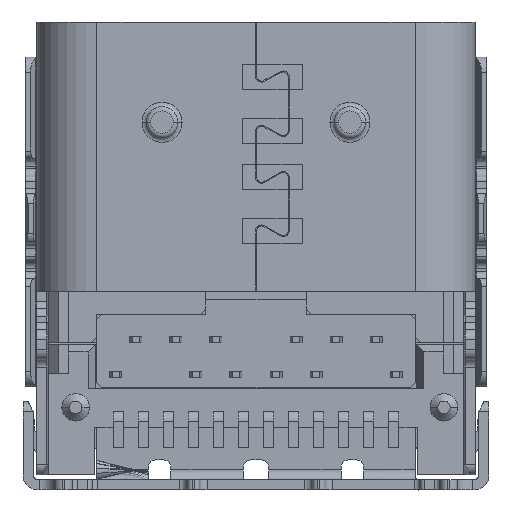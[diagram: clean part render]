
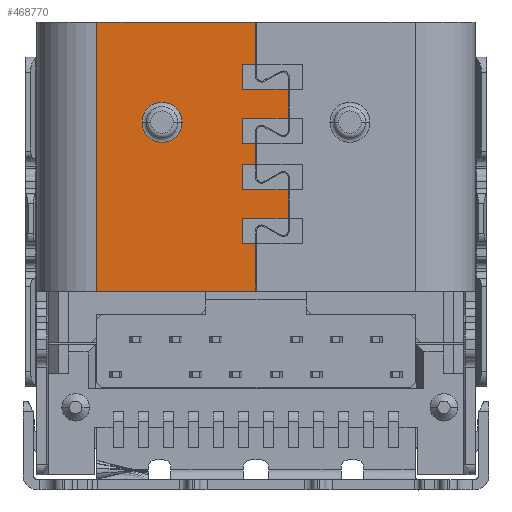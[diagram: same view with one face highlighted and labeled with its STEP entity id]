
A CAD part, front view. The second image highlights one B-rep face of the part: STEP entity #468770.
In plain terms, the highlighted planar face has unit normal (0, -1, 0).
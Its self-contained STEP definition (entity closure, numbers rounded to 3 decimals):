
#448760=CARTESIAN_POINT('',(-3.175,-1.48,
-5.85));
#448770=VERTEX_POINT('',#448760);
#448800=CARTESIAN_POINT('',(0.,-1.48,
-5.85));
#448810=DIRECTION('',(1.,0.,0.));
#448820=VECTOR('',#448810,1.);
#448830=LINE('',#448800,#448820);
#448840=CARTESIAN_POINT('',(-0.009,-1.48,
-5.85));
#448850=VERTEX_POINT('',#448840);
#448860=EDGE_CURVE('',#448770,#448850,#448830,.T.);
#450370=CARTESIAN_POINT('',(-1.478,-1.48,
-3.33));
#450380=DIRECTION('',(0.,1.,0.));
#450390=DIRECTION('',(0.,-0.,-1.));
#450400=AXIS2_PLACEMENT_3D('',#450370,#450380,#450390);
#450410=PLANE('',#450400);
#451150=CARTESIAN_POINT('',(0.,-1.48,
-0.48));
#451160=DIRECTION('',(1.,0.,0.));
#451170=VECTOR('',#451160,1.);
#451180=LINE('',#451150,#451170);
#467130=CARTESIAN_POINT('',(-1.875,-1.48,
-2.48));
#467140=DIRECTION('',(0.,-1.,0.));
#467150=DIRECTION('',(-1.,0.,0.));
#467160=AXIS2_PLACEMENT_3D('',#467130,#467140,#467150);
#467170=CIRCLE('',#467160,0.4);
#467180=CARTESIAN_POINT('',(-2.275,-1.48,
-2.48));
#467190=VERTEX_POINT('',#467180);
#467200=CARTESIAN_POINT('',(-1.475,-1.48,
-2.48));
#467210=VERTEX_POINT('',#467200);
#467220=EDGE_CURVE('',#467190,#467210,#467170,.T.);
#467230=ORIENTED_EDGE('',*,*,#467220,.F.);
#467240=EDGE_CURVE('',#467210,#467190,#467170,.T.);
#467250=ORIENTED_EDGE('',*,*,#467240,.F.);
#467260=EDGE_LOOP('',(#467250,#467230));
#467270=FACE_BOUND('',#467260,.T.);
#467280=CARTESIAN_POINT('',(0.,-1.48,
-4.895));
#467290=DIRECTION('',(-1.,0.,0.));
#467300=VECTOR('',#467290,1.);
#467310=LINE('',#467280,#467300);
#467320=CARTESIAN_POINT('',(-0.009,-1.48,
-4.895));
#467330=VERTEX_POINT('',#467320);
#467340=CARTESIAN_POINT('',(-0.274,-1.48,
-4.895));
#467350=VERTEX_POINT('',#467340);
#467360=EDGE_CURVE('',#467330,#467350,#467310,.T.);
#467370=ORIENTED_EDGE('',*,*,#467360,.T.);
#467380=CARTESIAN_POINT('',(-0.009,-1.48,
-10.756));
#467390=DIRECTION('',(0.,0.,1.));
#467400=VECTOR('',#467390,1.);
#467410=LINE('',#467380,#467400);
#467420=EDGE_CURVE('',#448850,#467330,#467410,.T.);
#467430=ORIENTED_EDGE('',*,*,#467420,.T.);
#467440=ORIENTED_EDGE('',*,*,#448860,.T.);
#467450=CARTESIAN_POINT('',(-3.175,-1.48,
-10.756));
#467460=DIRECTION('',(0.,-0.,-1.));
#467470=VECTOR('',#467460,1.);
#467480=LINE('',#467450,#467470);
#467490=CARTESIAN_POINT('',(-3.175,-1.48,
-0.48));
#467500=VERTEX_POINT('',#467490);
#467510=EDGE_CURVE('',#467500,#448770,#467480,.T.);
#467520=ORIENTED_EDGE('',*,*,#467510,.T.);
#467530=CARTESIAN_POINT('',(-0.01,-1.48,
-0.48));
#467540=VERTEX_POINT('',#467530);
#467550=EDGE_CURVE('',#467500,#467540,#451180,.T.);
#467560=ORIENTED_EDGE('',*,*,#467550,.F.);
#467570=CARTESIAN_POINT('',(-0.01,-1.48,
-10.756));
#467580=DIRECTION('',(0.,0.,1.));
#467590=VECTOR('',#467580,1.);
#467600=LINE('',#467570,#467590);
#467610=CARTESIAN_POINT('',(-0.01,-1.48,
-1.325));
#467620=VERTEX_POINT('',#467610);
#467630=EDGE_CURVE('',#467620,#467540,#467600,.T.);
#467640=ORIENTED_EDGE('',*,*,#467630,.T.);
#467650=CARTESIAN_POINT('',(0.,-1.48,
-1.325));
#467660=DIRECTION('',(1.,0.,0.));
#467670=VECTOR('',#467660,1.);
#467680=LINE('',#467650,#467670);
#467690=CARTESIAN_POINT('',(-0.274,-1.48,
-1.325));
#467700=VERTEX_POINT('',#467690);
#467710=EDGE_CURVE('',#467700,#467620,#467680,.T.);
#467720=ORIENTED_EDGE('',*,*,#467710,.T.);
#467730=CARTESIAN_POINT('',(-0.274,-1.48,
-10.756));
#467740=DIRECTION('',(0.,0.,1.));
#467750=VECTOR('',#467740,1.);
#467760=LINE('',#467730,#467750);
#467770=CARTESIAN_POINT('',(-0.274,-1.48,
-1.825));
#467780=VERTEX_POINT('',#467770);
#467790=EDGE_CURVE('',#467780,#467700,#467760,.T.);
#467800=ORIENTED_EDGE('',*,*,#467790,.T.);
#467810=CARTESIAN_POINT('',(0.,-1.48,
-1.825));
#467820=DIRECTION('',(-1.,0.,0.));
#467830=VECTOR('',#467820,1.);
#467840=LINE('',#467810,#467830);
#467850=CARTESIAN_POINT('',(0.643,-1.48,
-1.825));
#467860=VERTEX_POINT('',#467850);
#467870=EDGE_CURVE('',#467860,#467780,#467840,.T.);
#467880=ORIENTED_EDGE('',*,*,#467870,.T.);
#467890=CARTESIAN_POINT('',(0.643,-1.48,
-10.756));
#467900=DIRECTION('',(0.,0.,1.));
#467910=VECTOR('',#467900,1.);
#467920=LINE('',#467890,#467910);
#467930=CARTESIAN_POINT('',(0.643,-1.48,
-2.403));
#467940=VERTEX_POINT('',#467930);
#467950=EDGE_CURVE('',#467940,#467860,#467920,.T.);
#467960=ORIENTED_EDGE('',*,*,#467950,.T.);
#467970=CARTESIAN_POINT('',(0.,-1.48,
-2.403));
#467980=DIRECTION('',(1.,0.,0.));
#467990=VECTOR('',#467980,1.);
#468000=LINE('',#467970,#467990);
#468010=CARTESIAN_POINT('',(-0.274,-1.48,
-2.403));
#468020=VERTEX_POINT('',#468010);
#468030=EDGE_CURVE('',#468020,#467940,#468000,.T.);
#468040=ORIENTED_EDGE('',*,*,#468030,.T.);
#468050=CARTESIAN_POINT('',(-0.274,-1.48,
-10.756));
#468060=DIRECTION('',(0.,0.,1.));
#468070=VECTOR('',#468060,1.);
#468080=LINE('',#468050,#468070);
#468090=CARTESIAN_POINT('',(-0.274,-1.48,
-2.903));
#468100=VERTEX_POINT('',#468090);
#468110=EDGE_CURVE('',#468100,#468020,#468080,.T.);
#468120=ORIENTED_EDGE('',*,*,#468110,.T.);
#468130=CARTESIAN_POINT('',(0.,-1.48,
-2.903));
#468140=DIRECTION('',(-1.,0.,0.));
#468150=VECTOR('',#468140,1.);
#468160=LINE('',#468130,#468150);
#468170=CARTESIAN_POINT('',(-0.009,-1.48,
-2.903));
#468180=VERTEX_POINT('',#468170);
#468190=EDGE_CURVE('',#468180,#468100,#468160,.T.);
#468200=ORIENTED_EDGE('',*,*,#468190,.T.);
#468210=CARTESIAN_POINT('',(-0.009,-1.48,
-10.756));
#468220=DIRECTION('',(0.,0.,1.));
#468230=VECTOR('',#468220,1.);
#468240=LINE('',#468210,#468230);
#468250=CARTESIAN_POINT('',(-0.009,-1.48,
-3.331));
#468260=VERTEX_POINT('',#468250);
#468270=EDGE_CURVE('',#468260,#468180,#468240,.T.);
#468280=ORIENTED_EDGE('',*,*,#468270,.T.);
#468290=CARTESIAN_POINT('',(0.,-1.48,
-3.331));
#468300=DIRECTION('',(1.,0.,0.));
#468310=VECTOR('',#468300,1.);
#468320=LINE('',#468290,#468310);
#468330=CARTESIAN_POINT('',(-0.274,-1.48,
-3.331));
#468340=VERTEX_POINT('',#468330);
#468350=EDGE_CURVE('',#468340,#468260,#468320,.T.);
#468360=ORIENTED_EDGE('',*,*,#468350,.T.);
#468370=CARTESIAN_POINT('',(-0.274,-1.48,
-10.756));
#468380=DIRECTION('',(0.,0.,1.));
#468390=VECTOR('',#468380,1.);
#468400=LINE('',#468370,#468390);
#468410=CARTESIAN_POINT('',(-0.274,-1.48,
-3.831));
#468420=VERTEX_POINT('',#468410);
#468430=EDGE_CURVE('',#468420,#468340,#468400,.T.);
#468440=ORIENTED_EDGE('',*,*,#468430,.T.);
#468450=CARTESIAN_POINT('',(0.,-1.48,
-3.831));
#468460=DIRECTION('',(-1.,0.,0.));
#468470=VECTOR('',#468460,1.);
#468480=LINE('',#468450,#468470);
#468490=CARTESIAN_POINT('',(0.643,-1.48,
-3.831));
#468500=VERTEX_POINT('',#468490);
#468510=EDGE_CURVE('',#468500,#468420,#468480,.T.);
#468520=ORIENTED_EDGE('',*,*,#468510,.T.);
#468530=CARTESIAN_POINT('',(0.643,-1.48,
-10.756));
#468540=DIRECTION('',(0.,0.,1.));
#468550=VECTOR('',#468540,1.);
#468560=LINE('',#468530,#468550);
#468570=CARTESIAN_POINT('',(0.643,-1.48,
-4.395));
#468580=VERTEX_POINT('',#468570);
#468590=EDGE_CURVE('',#468580,#468500,#468560,.T.);
#468600=ORIENTED_EDGE('',*,*,#468590,.T.);
#468610=CARTESIAN_POINT('',(0.,-1.48,
-4.395));
#468620=DIRECTION('',(1.,0.,0.));
#468630=VECTOR('',#468620,1.);
#468640=LINE('',#468610,#468630);
#468650=CARTESIAN_POINT('',(-0.274,-1.48,
-4.395));
#468660=VERTEX_POINT('',#468650);
#468670=EDGE_CURVE('',#468660,#468580,#468640,.T.);
#468680=ORIENTED_EDGE('',*,*,#468670,.T.);
#468690=CARTESIAN_POINT('',(-0.274,-1.48,
-10.756));
#468700=DIRECTION('',(0.,0.,1.));
#468710=VECTOR('',#468700,1.);
#468720=LINE('',#468690,#468710);
#468730=EDGE_CURVE('',#467350,#468660,#468720,.T.);
#468740=ORIENTED_EDGE('',*,*,#468730,.T.);
#468750=EDGE_LOOP('',(#468740,#468680,#468600,#468520,#468440,#468360,
#468280,#468200,#468120,#468040,#467960,#467880,#467800,#467720,#467640,
#467560,#467520,#467440,#467430,#467370));
#468760=FACE_OUTER_BOUND('',#468750,.T.);
#468770=ADVANCED_FACE('',(#467270,#468760),#450410,.F.);
